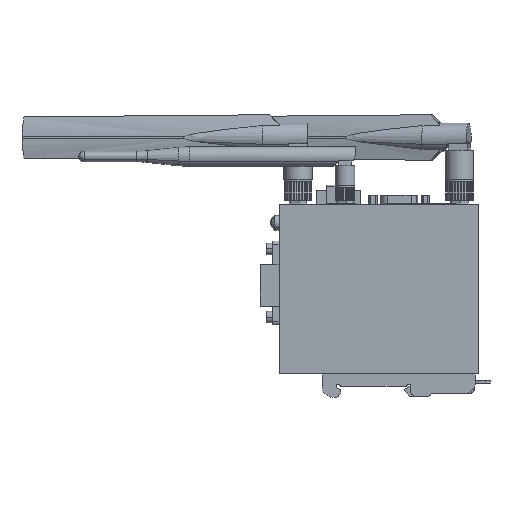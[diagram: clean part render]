
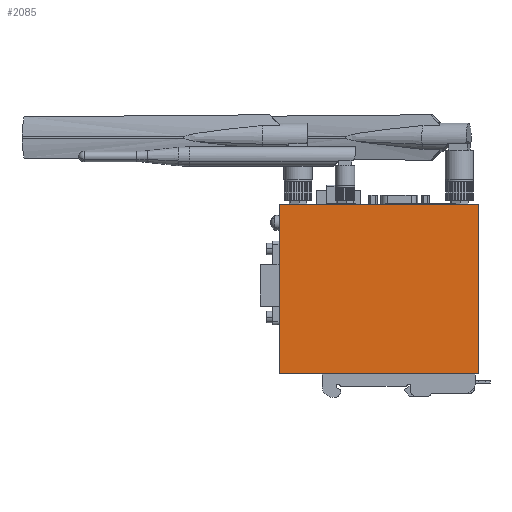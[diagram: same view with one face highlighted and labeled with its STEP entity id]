
A CAD part, left-side view. The second image highlights one B-rep face of the part: STEP entity #2085.
In plain terms, the highlighted planar face has unit normal (-1, 0, 0).
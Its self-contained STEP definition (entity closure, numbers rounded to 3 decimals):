
#2058=AXIS2_PLACEMENT_3D('Plane Axis2P3D',#2055,#2056,#2057) ;
#815=CARTESIAN_POINT('Vertex',(0.,100.6,11.1)) ;
#818=CARTESIAN_POINT('Line Origine',(0.,100.6,51.4)) ;
#822=CARTESIAN_POINT('Vertex',(0.,100.6,91.7)) ;
#2055=CARTESIAN_POINT('Axis2P3D Location',(0.,5.6,91.7)) ;
#2060=CARTESIAN_POINT('Line Origine',(0.,53.1,11.1)) ;
#2064=CARTESIAN_POINT('Vertex',(0.,5.6,11.1)) ;
#2067=CARTESIAN_POINT('Line Origine',(0.,5.6,51.4)) ;
#2071=CARTESIAN_POINT('Vertex',(0.,5.6,91.7)) ;
#2074=CARTESIAN_POINT('Line Origine',(0.,53.1,91.7)) ;
#819=DIRECTION('Vector Direction',(0.,0.,-1.)) ;
#2056=DIRECTION('Axis2P3D Direction',(1.,0.,0.)) ;
#2057=DIRECTION('Axis2P3D XDirection',(0.,0.,-1.)) ;
#2061=DIRECTION('Vector Direction',(0.,1.,0.)) ;
#2068=DIRECTION('Vector Direction',(0.,0.,-1.)) ;
#2075=DIRECTION('Vector Direction',(0.,1.,0.)) ;
#820=VECTOR('Line Direction',#819,1.) ;
#2062=VECTOR('Line Direction',#2061,1.) ;
#2069=VECTOR('Line Direction',#2068,1.) ;
#2076=VECTOR('Line Direction',#2075,1.) ;
#2080=ORIENTED_EDGE('',*,*,#824,.T.) ;
#2081=ORIENTED_EDGE('',*,*,#2066,.F.) ;
#2082=ORIENTED_EDGE('',*,*,#2073,.F.) ;
#2083=ORIENTED_EDGE('',*,*,#2078,.T.) ;
#2085=ADVANCED_FACE('ROUTER',(#2084),#2059,.F.) ;
#824=EDGE_CURVE('',#823,#816,#821,.T.) ;
#2066=EDGE_CURVE('',#2065,#816,#2063,.T.) ;
#2073=EDGE_CURVE('',#2072,#2065,#2070,.T.) ;
#2078=EDGE_CURVE('',#2072,#823,#2077,.T.) ;
#2079=EDGE_LOOP('',(#2080,#2081,#2082,#2083)) ;
#2084=FACE_OUTER_BOUND('',#2079,.T.) ;
#821=LINE('Line',#818,#820) ;
#2063=LINE('Line',#2060,#2062) ;
#2070=LINE('Line',#2067,#2069) ;
#2077=LINE('Line',#2074,#2076) ;
#2059=PLANE('',#2058) ;
#816=VERTEX_POINT('',#815) ;
#823=VERTEX_POINT('',#822) ;
#2065=VERTEX_POINT('',#2064) ;
#2072=VERTEX_POINT('',#2071) ;
